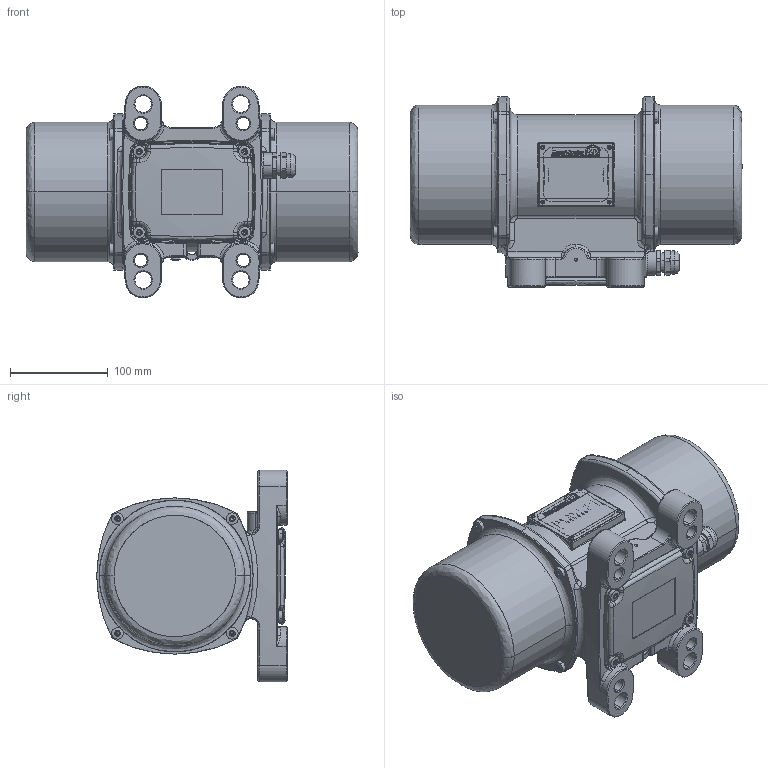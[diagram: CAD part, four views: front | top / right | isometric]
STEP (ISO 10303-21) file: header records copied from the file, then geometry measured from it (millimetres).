
FILE_DESCRIPTION (( 'STEP AP214' ), '1' );
FILE_NAME ('NEA-NEG 25420-50-60 Hz.STEP', '2022-05-09T13:48:24', ( '' ), ( '' ), 'SwSTEP 2.0', 'SolidWorks 2015', '' );
FILE_SCHEMA (( 'AUTOMOTIVE_DESIGN' ));
Length unit declared in the file: millimetre
Products named in the file (1): NEA-NEG 25420-50-60 Hz
Bounding box: 340 x 195 x 217 mm (x, y, z)
Volume: 1363112.7 mm3; surface area: 569424.9 mm2
Topology: 22 solids, 22 shells, 2693 faces, 7208 edges, 4704 vertices
Faces by surface type: bspline 1075, cylinder 710, plane 708, cone 200
Entity records: 140901 total; most frequent: CARTESIAN_POINT 79189, ORIENTED_EDGE 14266, DIRECTION 10171, EDGE_CURVE 7133, VERTEX_POINT 4704, AXIS2_PLACEMENT_3D 3741, EDGE_LOOP 2993, FACE_OUTER_BOUND 2693
